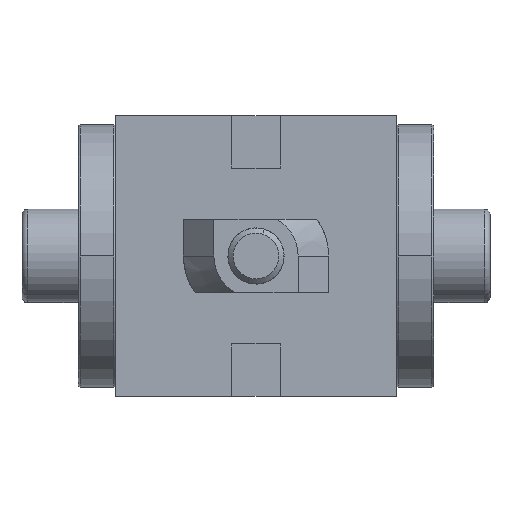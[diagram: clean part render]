
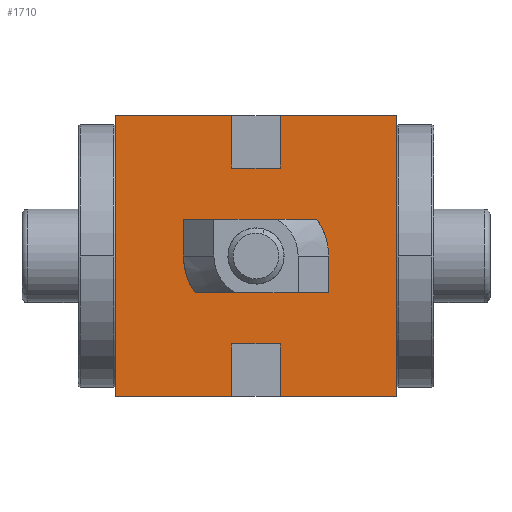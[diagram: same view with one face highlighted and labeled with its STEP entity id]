
A CAD part, front view. The second image highlights one B-rep face of the part: STEP entity #1710.
In plain terms, the highlighted planar face has unit normal (0, -1, 0).
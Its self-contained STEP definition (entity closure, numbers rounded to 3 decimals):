
#6 = DIRECTION ( 'NONE',  ( 0., 0., -1. ) ) ;
#78 = ORIENTED_EDGE ( 'NONE', *, *, #3774, .F. ) ;
#125 = VERTEX_POINT ( 'NONE', #1352 ) ;
#380 = DIRECTION ( 'NONE',  ( 1., 0., 0. ) ) ;
#392 = EDGE_CURVE ( 'NONE', #464, #1942, #3024, .T. ) ;
#415 = EDGE_CURVE ( 'NONE', #464, #4151, #1774, .T. ) ;
#424 = VERTEX_POINT ( 'NONE', #2274 ) ;
#433 = DIRECTION ( 'NONE',  ( 0., 0., -1. ) ) ;
#454 = ORIENTED_EDGE ( 'NONE', *, *, #4571, .F. ) ;
#464 = VERTEX_POINT ( 'NONE', #4023 ) ;
#520 = ORIENTED_EDGE ( 'NONE', *, *, #3315, .T. ) ;
#545 = VECTOR ( 'NONE', #2143, 1000. ) ;
#565 = EDGE_CURVE ( 'NONE', #1895, #812, #942, .T. ) ;
#570 = VECTOR ( 'NONE', #4563, 1000. ) ;
#645 = DIRECTION ( 'NONE',  ( -1., 0., 0. ) ) ;
#649 = ORIENTED_EDGE ( 'NONE', *, *, #4700, .F. ) ;
#812 = VERTEX_POINT ( 'NONE', #2060 ) ;
#901 = DIRECTION ( 'NONE',  ( 0., 1., 0. ) ) ;
#935 = CARTESIAN_POINT ( 'NONE',  ( -15., -7.5, 0. ) ) ;
#942 = LINE ( 'NONE', #3591, #3747 ) ;
#1004 = VECTOR ( 'NONE', #433, 1000. ) ;
#1005 = CARTESIAN_POINT ( 'NONE',  ( 15., -7.5, 17.6 ) ) ;
#1151 = ORIENTED_EDGE ( 'NONE', *, *, #1532, .F. ) ;
#1223 = DIRECTION ( 'NONE',  ( 1., 0., 0. ) ) ;
#1287 = CARTESIAN_POINT ( 'NONE',  ( -15., -7.5, 12.4 ) ) ;
#1352 = CARTESIAN_POINT ( 'NONE',  ( 9.4, -7.5, 12.4 ) ) ;
#1364 = PLANE ( 'NONE',  #2193 ) ;
#1407 = CARTESIAN_POINT ( 'NONE',  ( -9.4, -7.5, 17.6 ) ) ;
#1496 = AXIS2_PLACEMENT_3D ( 'NONE', #4931, #5337, #3110 ) ;
#1516 = EDGE_CURVE ( 'NONE', #3919, #125, #4228, .T. ) ;
#1532 = EDGE_CURVE ( 'NONE', #424, #1870, #2288, .T. ) ;
#1601 = VECTOR ( 'NONE', #6, 1000. ) ;
#1609 = VERTEX_POINT ( 'NONE', #2062 ) ;
#1625 = EDGE_CURVE ( 'NONE', #4151, #812, #3437, .T. ) ;
#1710 = ADVANCED_FACE ( 'NONE', ( #3138, #5706 ), #1364, .F. ) ;
#1746 = ORIENTED_EDGE ( 'NONE', *, *, #4528, .F. ) ;
#1774 = LINE ( 'NONE', #2244, #1601 ) ;
#1795 = ORIENTED_EDGE ( 'NONE', *, *, #2492, .F. ) ;
#1805 = DIRECTION ( 'NONE',  ( 0., 0., -1. ) ) ;
#1846 = CARTESIAN_POINT ( 'NONE',  ( 15., -7.5, 12.4 ) ) ;
#1868 = LINE ( 'NONE', #2416, #570 ) ;
#1870 = VERTEX_POINT ( 'NONE', #3122 ) ;
#1895 = VERTEX_POINT ( 'NONE', #1846 ) ;
#1933 = EDGE_LOOP ( 'NONE', ( #1151, #1746 ) ) ;
#1942 = VERTEX_POINT ( 'NONE', #4416 ) ;
#2060 = CARTESIAN_POINT ( 'NONE',  ( 15., -7.5, 0. ) ) ;
#2062 = CARTESIAN_POINT ( 'NONE',  ( -15., -7.5, 30. ) ) ;
#2143 = DIRECTION ( 'NONE',  ( 0., 0., -1. ) ) ;
#2150 = DIRECTION ( 'NONE',  ( 0., 0., 1. ) ) ;
#2193 = AXIS2_PLACEMENT_3D ( 'NONE', #2586, #901, #2150 ) ;
#2198 = LINE ( 'NONE', #3546, #545 ) ;
#2240 = LINE ( 'NONE', #5428, #1004 ) ;
#2244 = CARTESIAN_POINT ( 'NONE',  ( -15., -7.5, 30. ) ) ;
#2252 = VECTOR ( 'NONE', #380, 1000. ) ;
#2274 = CARTESIAN_POINT ( 'NONE',  ( 0., -7.5, 11.875 ) ) ;
#2288 = CIRCLE ( 'NONE', #2759, 3.125 ) ;
#2416 = CARTESIAN_POINT ( 'NONE',  ( 15., -7.5, 12.4 ) ) ;
#2492 = EDGE_CURVE ( 'NONE', #1942, #5217, #5486, .T. ) ;
#2586 = CARTESIAN_POINT ( 'NONE',  ( -15., -7.5, 30. ) ) ;
#2618 = VECTOR ( 'NONE', #645, 1000. ) ;
#2759 = AXIS2_PLACEMENT_3D ( 'NONE', #3016, #5593, #2959 ) ;
#2837 = VERTEX_POINT ( 'NONE', #5487 ) ;
#2881 = CARTESIAN_POINT ( 'NONE',  ( -15., -7.5, 30. ) ) ;
#2921 = EDGE_CURVE ( 'NONE', #5261, #3919, #5736, .T. ) ;
#2959 = DIRECTION ( 'NONE',  ( 0., 0., -1. ) ) ;
#3001 = EDGE_LOOP ( 'NONE', ( #4736, #3826, #5349, #4206, #78, #3748, #4496, #3948, #454, #520, #649, #1795 ) ) ;
#3016 = CARTESIAN_POINT ( 'NONE',  ( 0., -7.5, 15. ) ) ;
#3024 = LINE ( 'NONE', #1287, #2252 ) ;
#3108 = CARTESIAN_POINT ( 'NONE',  ( 15., -7.5, 17.6 ) ) ;
#3110 = DIRECTION ( 'NONE',  ( 0., 0., -1. ) ) ;
#3122 = CARTESIAN_POINT ( 'NONE',  ( 0., -7.5, 18.125 ) ) ;
#3138 = FACE_BOUND ( 'NONE', #1933, .T. ) ;
#3287 = LINE ( 'NONE', #4634, #2618 ) ;
#3315 = EDGE_CURVE ( 'NONE', #1609, #3423, #2198, .T. ) ;
#3423 = VERTEX_POINT ( 'NONE', #4494 ) ;
#3437 = LINE ( 'NONE', #5219, #3968 ) ;
#3546 = CARTESIAN_POINT ( 'NONE',  ( -15., -7.5, 30. ) ) ;
#3555 = DIRECTION ( 'NONE',  ( -1., 0., 0. ) ) ;
#3591 = CARTESIAN_POINT ( 'NONE',  ( 15., -7.5, 30. ) ) ;
#3676 = LINE ( 'NONE', #2881, #4391 ) ;
#3706 = DIRECTION ( 'NONE',  ( 1., 0., 0. ) ) ;
#3747 = VECTOR ( 'NONE', #1805, 1000. ) ;
#3748 = ORIENTED_EDGE ( 'NONE', *, *, #1516, .F. ) ;
#3774 = EDGE_CURVE ( 'NONE', #125, #1895, #1868, .T. ) ;
#3793 = DIRECTION ( 'NONE',  ( 0., 0., -1. ) ) ;
#3826 = ORIENTED_EDGE ( 'NONE', *, *, #415, .T. ) ;
#3919 = VERTEX_POINT ( 'NONE', #5166 ) ;
#3948 = ORIENTED_EDGE ( 'NONE', *, *, #5734, .F. ) ;
#3968 = VECTOR ( 'NONE', #1223, 1000. ) ;
#4023 = CARTESIAN_POINT ( 'NONE',  ( -15., -7.5, 12.4 ) ) ;
#4093 = VECTOR ( 'NONE', #5077, 1000. ) ;
#4151 = VERTEX_POINT ( 'NONE', #935 ) ;
#4206 = ORIENTED_EDGE ( 'NONE', *, *, #565, .F. ) ;
#4228 = LINE ( 'NONE', #4337, #4247 ) ;
#4247 = VECTOR ( 'NONE', #3793, 1000. ) ;
#4337 = CARTESIAN_POINT ( 'NONE',  ( 9.4, -7.5, 17.6 ) ) ;
#4391 = VECTOR ( 'NONE', #3706, 1000. ) ;
#4416 = CARTESIAN_POINT ( 'NONE',  ( -9.4, -7.5, 12.4 ) ) ;
#4494 = CARTESIAN_POINT ( 'NONE',  ( -15., -7.5, 17.6 ) ) ;
#4496 = ORIENTED_EDGE ( 'NONE', *, *, #2921, .F. ) ;
#4528 = EDGE_CURVE ( 'NONE', #1870, #424, #5232, .T. ) ;
#4563 = DIRECTION ( 'NONE',  ( 1., 0., 0. ) ) ;
#4571 = EDGE_CURVE ( 'NONE', #1609, #2837, #3676, .T. ) ;
#4634 = CARTESIAN_POINT ( 'NONE',  ( -15., -7.5, 17.6 ) ) ;
#4641 = CARTESIAN_POINT ( 'NONE',  ( -9.4, -7.5, 17.6 ) ) ;
#4700 = EDGE_CURVE ( 'NONE', #5217, #3423, #3287, .T. ) ;
#4736 = ORIENTED_EDGE ( 'NONE', *, *, #392, .F. ) ;
#4931 = CARTESIAN_POINT ( 'NONE',  ( 0., -7.5, 15. ) ) ;
#5004 = VECTOR ( 'NONE', #3555, 1000. ) ;
#5077 = DIRECTION ( 'NONE',  ( 0., 0., 1. ) ) ;
#5166 = CARTESIAN_POINT ( 'NONE',  ( 9.4, -7.5, 17.6 ) ) ;
#5217 = VERTEX_POINT ( 'NONE', #1407 ) ;
#5219 = CARTESIAN_POINT ( 'NONE',  ( -15., -7.5, 0. ) ) ;
#5232 = CIRCLE ( 'NONE', #1496, 3.125 ) ;
#5261 = VERTEX_POINT ( 'NONE', #1005 ) ;
#5337 = DIRECTION ( 'NONE',  ( 0., -1., 0. ) ) ;
#5349 = ORIENTED_EDGE ( 'NONE', *, *, #1625, .T. ) ;
#5428 = CARTESIAN_POINT ( 'NONE',  ( 15., -7.5, 30. ) ) ;
#5486 = LINE ( 'NONE', #4641, #4093 ) ;
#5487 = CARTESIAN_POINT ( 'NONE',  ( 15., -7.5, 30. ) ) ;
#5593 = DIRECTION ( 'NONE',  ( 0., -1., 0. ) ) ;
#5706 = FACE_OUTER_BOUND ( 'NONE', #3001, .T. ) ;
#5734 = EDGE_CURVE ( 'NONE', #2837, #5261, #2240, .T. ) ;
#5736 = LINE ( 'NONE', #3108, #5004 ) ;
